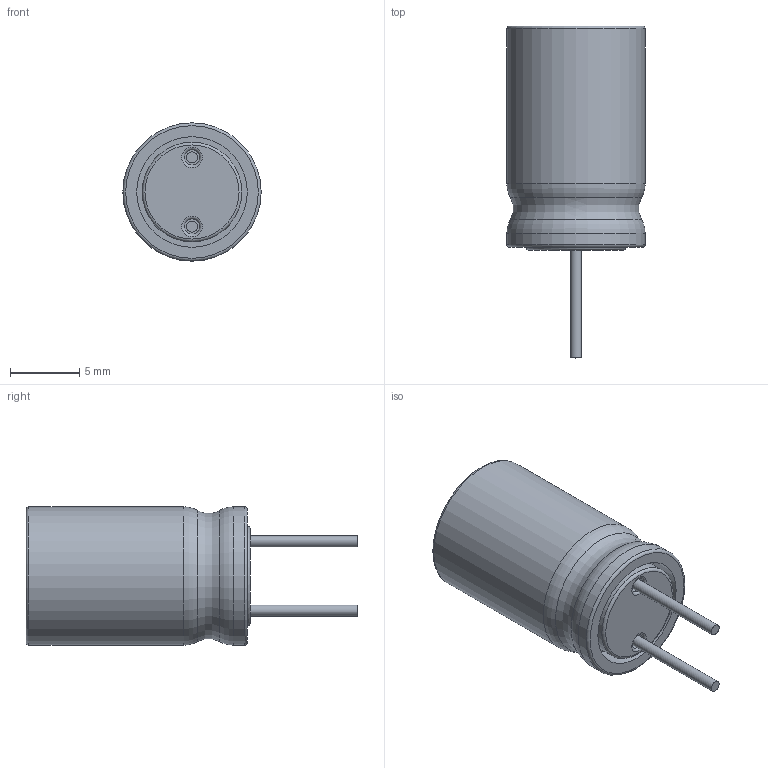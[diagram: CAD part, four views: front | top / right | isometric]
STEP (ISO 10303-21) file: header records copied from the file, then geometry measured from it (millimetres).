
FILE_DESCRIPTION(/* description */ (''),/* implementation_level */ '2;1');
FILE_NAME(/* name */ 'CAP_10X16_P5.step',/* time_stamp */ '2019-06-01T13:04:42-07:00',/* author */ (''),/* organization */ (''),/* preprocessor_version */ 'ST-DEVELOPER v18',/* originating_system */ 'Autodesk Translation Framework v8.2.0.1029',/* authorisation */ '');
FILE_SCHEMA (('AUTOMOTIVE_DESIGN { 1 0 10303 214 3 1 1 }'));
Length unit declared in the file: millimetre
Products named in the file (1): CAP_10X16_P5
Bounding box: 10 x 24 x 10 mm (x, y, z)
Volume: 1218.8 mm3; surface area: 823.7 mm2
Topology: 1 solids, 1 shells, 55 faces, 132 edges, 86 vertices
Faces by surface type: plane 33, cylinder 13, torus 9
Full cylindrical faces by diameter (mm): 0.8 x2, 1.1 x2, 7.2 x1, 8 x1, 9.5 x1, 10 x2
Entity records: 1716 total; most frequent: DIRECTION 315, CARTESIAN_POINT 274, ORIENTED_EDGE 264, EDGE_CURVE 132, AXIS2_PLACEMENT_3D 127, VERTEX_POINT 86, CIRCLE 71, EDGE_LOOP 62
